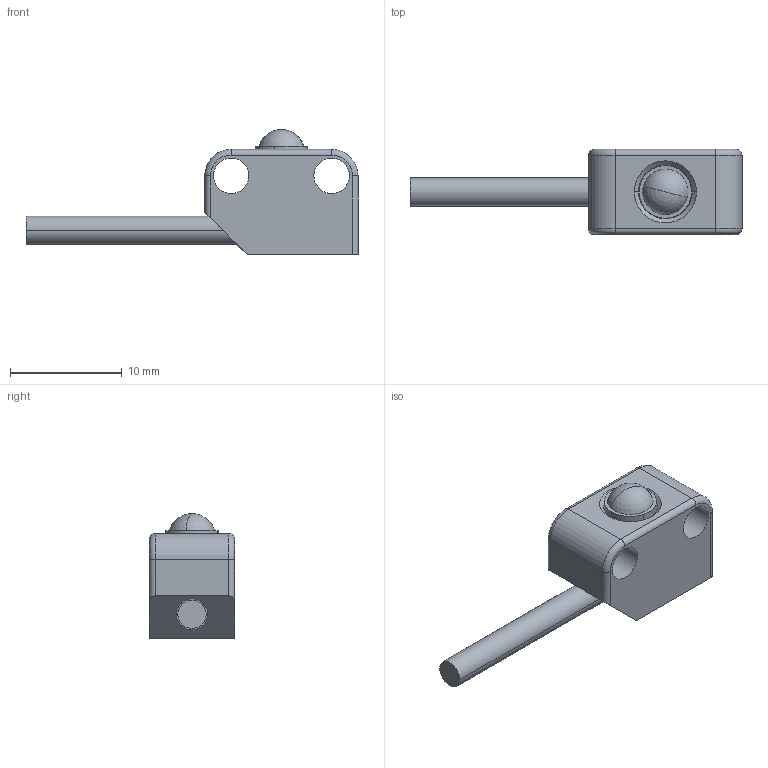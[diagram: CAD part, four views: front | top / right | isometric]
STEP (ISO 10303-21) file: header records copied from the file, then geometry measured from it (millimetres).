
FILE_DESCRIPTION((''),'2;1');
FILE_NAME('214955_ASM','2019-10-29T14:15:23',('pdmadmin'),('BANNER ENGINEERING'),'CREO PARAMETRIC BY PTC INC, 2018300','CREO PARAMETRIC BY PTC INC, 2018300','');
FILE_SCHEMA(('CONFIG_CONTROL_DESIGN'));
Length unit declared in the file: inch
Products named in the file (6): 13664; 05171_RAW; 26542-FILL; 214955_FILL; 37706_214955; 214955_ASM
Assembly tree (5 placements, depth 2):
  214955_ASM
    13664
    05171_RAW
    26542-FILL
    214955_FILL
    37706_214955
Bounding box: 29.72 x 7.62 x 11.18 mm (x, y, z)
Volume: 686.7 mm3; surface area: 1278 mm2
Topology: 4 solids, 4 shells, 80 faces, 195 edges, 125 vertices
Faces by surface type: plane 38, cylinder 34, torus 4, cone 2, sphere 2
Entity records: 2577 total; most frequent: CARTESIAN_POINT 482, DIRECTION 443, ORIENTED_EDGE 386, EDGE_CURVE 193, AXIS2_PLACEMENT_3D 167, VERTEX_POINT 125, VECTOR 109, LINE 109
